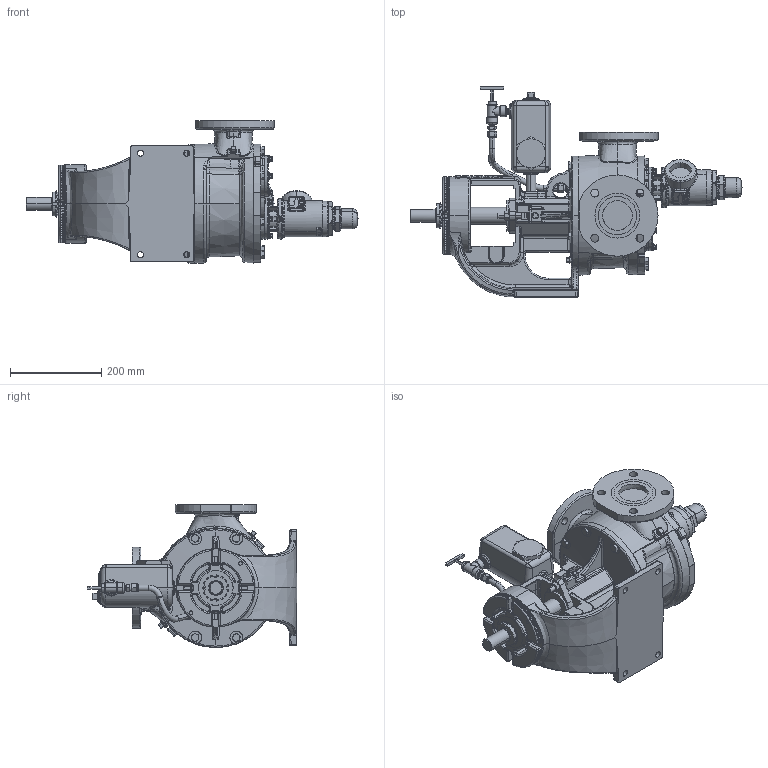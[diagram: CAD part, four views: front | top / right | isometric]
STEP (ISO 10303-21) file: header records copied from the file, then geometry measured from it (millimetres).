
FILE_DESCRIPTION (( 'STEP AP214' ), '1' );
FILE_NAME ('LQ4924A.STEP', '2016-09-19T19:24:57', ( '' ), ( '' ), 'SwSTEP 2.0', 'SolidWorks 2015', '' );
FILE_SCHEMA (( 'AUTOMOTIVE_DESIGN' ));
Length unit declared in the file: inch
Products named in the file (2): LQ4924A
Bounding box: 726.94 x 459.69 x 312.8 mm (x, y, z)
Volume: 15481995.2 mm3; surface area: 987988.6 mm2
Topology: 1 solids, 1 shells, 4021 faces, 10236 edges, 6220 vertices
Faces by surface type: plane 1230, cone 846, bspline 845, cylinder 742, torus 234, sphere 124
Entity records: 264834 total; most frequent: CARTESIAN_POINT 168806, ORIENTED_EDGE 20300, DIRECTION 16583, EDGE_CURVE 10150, AXIS2_PLACEMENT_3D 6788, VERTEX_POINT 6217, EDGE_LOOP 4151, FACE_OUTER_BOUND 4021
